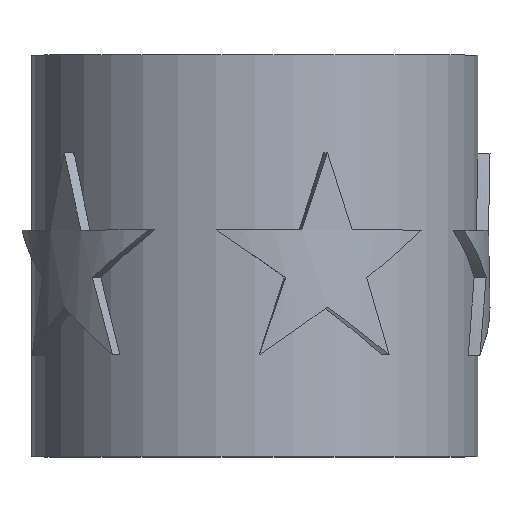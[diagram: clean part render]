
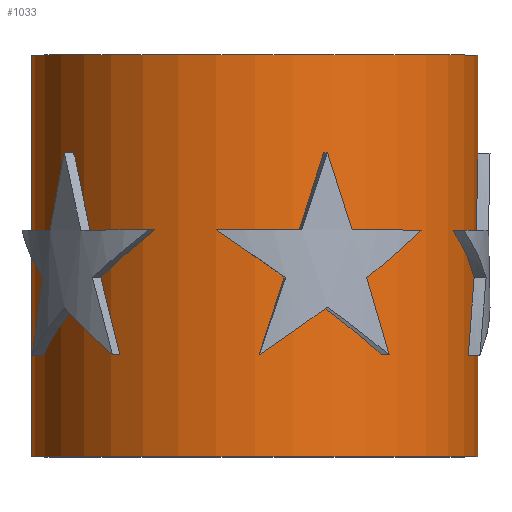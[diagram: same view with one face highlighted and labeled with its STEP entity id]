
A CAD part, top view. The second image highlights one B-rep face of the part: STEP entity #1033.
In plain terms, the highlighted cylindrical face has radius 55 mm (diameter 110 mm), a full revolution.
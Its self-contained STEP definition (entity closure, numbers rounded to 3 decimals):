
#117=LINE('',#2398,#168);
#168=VECTOR('',#1240,55.);
#239=FACE_OUTER_BOUND('',#300,.T.);
#300=EDGE_LOOP('',(#958,#959,#960,#961));
#401=CIRCLE('',#1102,55.);
#402=CIRCLE('',#1103,55.);
#503=VERTEX_POINT('',#2395);
#504=VERTEX_POINT('',#2397);
#655=EDGE_CURVE('',#503,#503,#401,.T.);
#656=EDGE_CURVE('',#503,#504,#117,.T.);
#657=EDGE_CURVE('',#504,#504,#402,.T.);
#958=ORIENTED_EDGE('',*,*,#655,.T.);
#959=ORIENTED_EDGE('',*,*,#656,.T.);
#960=ORIENTED_EDGE('',*,*,#657,.T.);
#961=ORIENTED_EDGE('',*,*,#656,.F.);
#972=CYLINDRICAL_SURFACE('',#1101,55.);
#1033=ADVANCED_FACE('',(#239),#972,.T.);
#1101=AXIS2_PLACEMENT_3D('',#2394,#1236,#1237);
#1102=AXIS2_PLACEMENT_3D('',#2396,#1238,#1239);
#1103=AXIS2_PLACEMENT_3D('',#2399,#1241,#1242);
#1236=DIRECTION('center_axis',(0.,-1.,0.));
#1237=DIRECTION('ref_axis',(1.,0.,0.));
#1238=DIRECTION('center_axis',(0.,1.,0.));
#1239=DIRECTION('ref_axis',(1.,0.,0.));
#1240=DIRECTION('',(0.,1.,0.));
#1241=DIRECTION('center_axis',(0.,-1.,0.));
#1242=DIRECTION('ref_axis',(1.,0.,0.));
#2394=CARTESIAN_POINT('Origin',(0.,155.,0.));
#2395=CARTESIAN_POINT('',(-55.,56.,0.));
#2396=CARTESIAN_POINT('Origin',(0.,56.,0.));
#2397=CARTESIAN_POINT('',(-55.,155.,0.));
#2398=CARTESIAN_POINT('',(-55.,155.,0.));
#2399=CARTESIAN_POINT('Origin',(0.,155.,0.));
